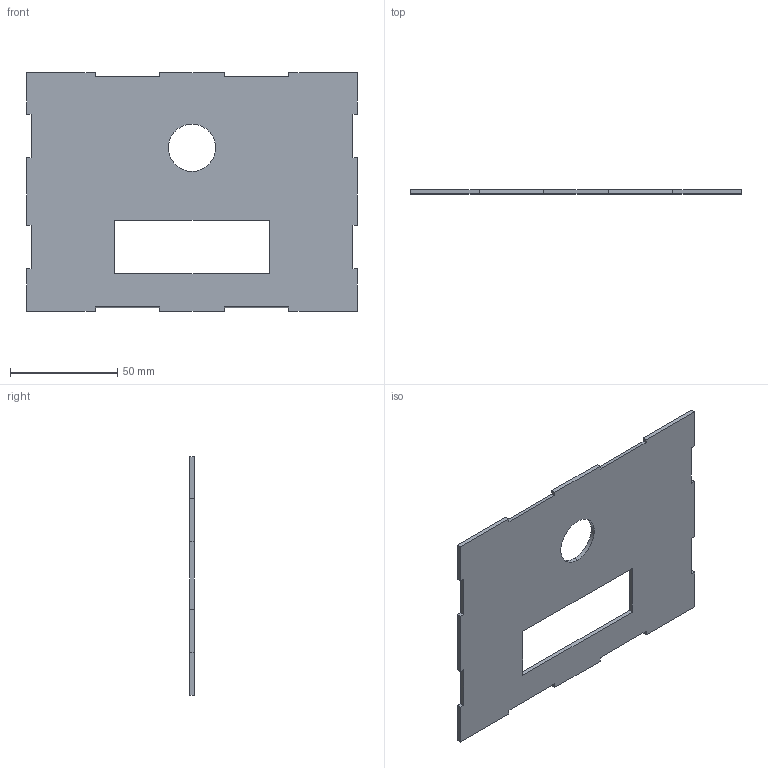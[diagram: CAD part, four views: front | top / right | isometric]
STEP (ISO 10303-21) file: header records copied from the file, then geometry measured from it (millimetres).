
FILE_DESCRIPTION (( 'STEP AP203' ), '1' );
FILE_NAME ('SHRPRO-V1 1420.08-A Control panel plate.step', '2019-12-23T20:17:38', ( '' ), ( '' ), 'SwSTEP 2.0', 'SolidWorks 2018', '' );
FILE_SCHEMA (( 'CONFIG_CONTROL_DESIGN' ));
Length unit declared in the file: millimetre
Products named in the file (1): SHRPRO-V1 1420.08-A Control panel plate
Bounding box: 154 x 2 x 111.2 mm (x, y, z)
Volume: 29094.8 mm3; surface area: 30749.3 mm2
Topology: 1 solids, 1 shells, 44 faces, 126 edges, 84 vertices
Faces by surface type: plane 42, cylinder 2
Entity records: 1487 total; most frequent: CARTESIAN_POINT 267, ORIENTED_EDGE 252, DIRECTION 208, EDGE_CURVE 126, VECTOR 110, LINE 110, VERTEX_POINT 84, AXIS2_PLACEMENT_3D 49
